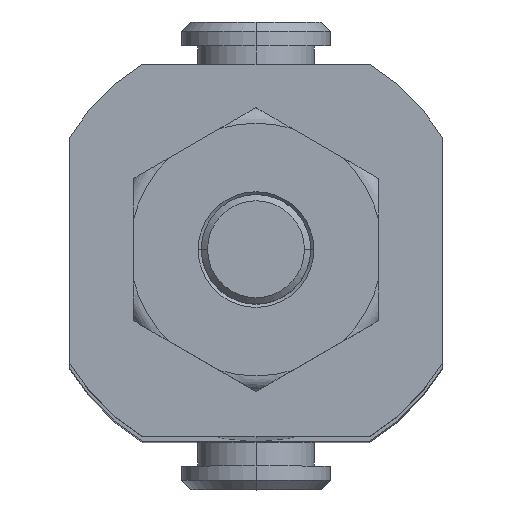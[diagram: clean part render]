
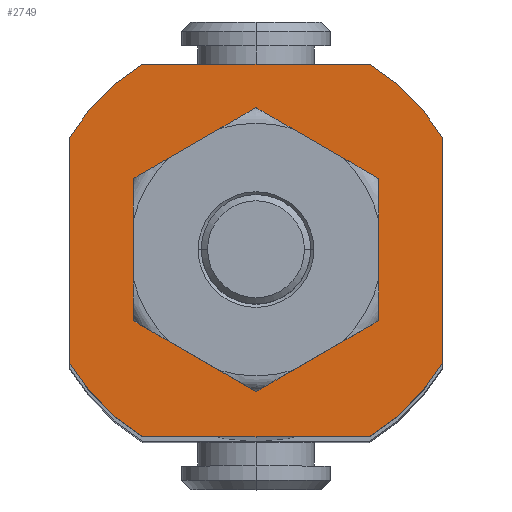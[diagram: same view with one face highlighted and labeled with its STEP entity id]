
A CAD part, top view. The second image highlights one B-rep face of the part: STEP entity #2749.
In plain terms, the highlighted planar face has unit normal (0, 0, 1).
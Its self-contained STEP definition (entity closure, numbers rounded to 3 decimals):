
#26 = CARTESIAN_POINT ( 'NONE',  ( 2., 0., 45.974 ) ) ;
#31 = DIRECTION ( 'NONE',  ( 1., 0., 0. ) ) ;
#32 = DIRECTION ( 'NONE',  ( 0., 0., 1. ) ) ;
#33 = CARTESIAN_POINT ( 'NONE',  ( 0., 0., 45.974 ) ) ;
#38 = CIRCLE ( 'NONE', #3498, 2. ) ;
#478 = CIRCLE ( 'NONE', #483, 6.985 ) ;
#482 = LINE ( 'NONE', #500, #484 ) ;
#483 = AXIS2_PLACEMENT_3D ( 'NONE', #534, #532, #531 ) ;
#484 = VECTOR ( 'NONE', #540, 1000. ) ;
#500 = CARTESIAN_POINT ( 'NONE',  ( -5.969, 3.628, 45.974 ) ) ;
#510 = DIRECTION ( 'NONE',  ( 1., 0., 0. ) ) ;
#511 = DIRECTION ( 'NONE',  ( 0., 0., 1. ) ) ;
#512 = CARTESIAN_POINT ( 'NONE',  ( 0., 0., 45.974 ) ) ;
#513 = AXIS2_PLACEMENT_3D ( 'NONE', #512, #511, #510 ) ;
#514 = CIRCLE ( 'NONE', #513, 6.985 ) ;
#518 = DIRECTION ( 'NONE',  ( 1., 0., 0. ) ) ;
#519 = DIRECTION ( 'NONE',  ( 0., 0., 1. ) ) ;
#520 = AXIS2_PLACEMENT_3D ( 'NONE', #533, #519, #518 ) ;
#523 = DIRECTION ( 'NONE',  ( -1., 0., 0. ) ) ;
#524 = VECTOR ( 'NONE', #523, 1000. ) ;
#525 = CARTESIAN_POINT ( 'NONE',  ( -3.628, 5.969, 45.974 ) ) ;
#526 = LINE ( 'NONE', #525, #524 ) ;
#530 = CIRCLE ( 'NONE', #520, 2. ) ;
#531 = DIRECTION ( 'NONE',  ( 1., 0., 0. ) ) ;
#532 = DIRECTION ( 'NONE',  ( 0., 0., 1. ) ) ;
#533 = CARTESIAN_POINT ( 'NONE',  ( 0., 0., 45.974 ) ) ;
#534 = CARTESIAN_POINT ( 'NONE',  ( 0., 0., 45.974 ) ) ;
#540 = DIRECTION ( 'NONE',  ( 0., -1., 0. ) ) ;
#600 = FACE_OUTER_BOUND ( 'NONE', #2742, .T. ) ;
#602 = PLANE ( 'NONE',  #661 ) ;
#604 = VECTOR ( 'NONE', #616, 1000. ) ;
#605 = LINE ( 'NONE', #610, #604 ) ;
#607 = CARTESIAN_POINT ( 'NONE',  ( -5.969, 3.628, 45.974 ) ) ;
#608 = DIRECTION ( 'NONE',  ( 1., 0., 0. ) ) ;
#609 = DIRECTION ( 'NONE',  ( 0., 0., 1. ) ) ;
#610 = CARTESIAN_POINT ( 'NONE',  ( 5.969, 3.628, 45.974 ) ) ;
#616 = DIRECTION ( 'NONE',  ( 0., 1., 0. ) ) ;
#617 = CARTESIAN_POINT ( 'NONE',  ( 0., 0., 45.974 ) ) ;
#623 = CIRCLE ( 'NONE', #628, 6.985 ) ;
#628 = AXIS2_PLACEMENT_3D ( 'NONE', #617, #609, #608 ) ;
#631 = CARTESIAN_POINT ( 'NONE',  ( -3.628, 5.969, 45.974 ) ) ;
#653 = DIRECTION ( 'NONE',  ( 0., 0., 1. ) ) ;
#654 = CARTESIAN_POINT ( 'NONE',  ( 0., 0., 45.974 ) ) ;
#657 = CARTESIAN_POINT ( 'NONE',  ( 3.628, -5.969, 45.974 ) ) ;
#660 = FACE_BOUND ( 'NONE', #2691, .T. ) ;
#661 = AXIS2_PLACEMENT_3D ( 'NONE', #654, #653, #3229 ) ;
#662 = CARTESIAN_POINT ( 'NONE',  ( 3.628, 5.969, 45.974 ) ) ;
#668 = CARTESIAN_POINT ( 'NONE',  ( -5.969, -3.628, 45.974 ) ) ;
#720 = CARTESIAN_POINT ( 'NONE',  ( 5.969, 3.628, 45.974 ) ) ;
#776 = CARTESIAN_POINT ( 'NONE',  ( -3.628, -5.969, 45.974 ) ) ;
#778 = DIRECTION ( 'NONE',  ( 1., 0., 0. ) ) ;
#779 = DIRECTION ( 'NONE',  ( 0., 0., 1. ) ) ;
#780 = CARTESIAN_POINT ( 'NONE',  ( 0., 0., 45.974 ) ) ;
#781 = AXIS2_PLACEMENT_3D ( 'NONE', #780, #779, #778 ) ;
#783 = CIRCLE ( 'NONE', #781, 6.985 ) ;
#836 = DIRECTION ( 'NONE',  ( 1., 0., 0. ) ) ;
#837 = VECTOR ( 'NONE', #836, 1000. ) ;
#838 = CARTESIAN_POINT ( 'NONE',  ( -3.628, -5.969, 45.974 ) ) ;
#839 = LINE ( 'NONE', #838, #837 ) ;
#846 = CARTESIAN_POINT ( 'NONE',  ( 5.969, -3.628, 45.974 ) ) ;
#2376 = VERTEX_POINT ( 'NONE', #3486 ) ;
#2411 = EDGE_CURVE ( 'NONE', #2376, #2420, #38, .T. ) ;
#2420 = VERTEX_POINT ( 'NONE', #26 ) ;
#2668 = VERTEX_POINT ( 'NONE', #668 ) ;
#2671 = ORIENTED_EDGE ( 'NONE', *, *, #2685, .F. ) ;
#2678 = EDGE_CURVE ( 'NONE', #2740, #2668, #482, .T. ) ;
#2681 = ORIENTED_EDGE ( 'NONE', *, *, #2739, .T. ) ;
#2682 = EDGE_CURVE ( 'NONE', #2801, #2746, #478, .T. ) ;
#2683 = ORIENTED_EDGE ( 'NONE', *, *, #2682, .T. ) ;
#2684 = EDGE_CURVE ( 'NONE', #2746, #2741, #526, .T. ) ;
#2685 = EDGE_CURVE ( 'NONE', #2420, #2376, #530, .T. ) ;
#2687 = EDGE_CURVE ( 'NONE', #2741, #2740, #514, .T. ) ;
#2689 = ORIENTED_EDGE ( 'NONE', *, *, #2687, .T. ) ;
#2690 = ORIENTED_EDGE ( 'NONE', *, *, #2678, .T. ) ;
#2691 = EDGE_LOOP ( 'NONE', ( #2692, #2671 ) ) ;
#2692 = ORIENTED_EDGE ( 'NONE', *, *, #2411, .F. ) ;
#2733 = ORIENTED_EDGE ( 'NONE', *, *, #2737, .T. ) ;
#2736 = ORIENTED_EDGE ( 'NONE', *, *, #2752, .T. ) ;
#2737 = EDGE_CURVE ( 'NONE', #2748, #2750, #623, .T. ) ;
#2738 = ORIENTED_EDGE ( 'NONE', *, *, #2684, .T. ) ;
#2739 = EDGE_CURVE ( 'NONE', #2750, #2801, #605, .T. ) ;
#2740 = VERTEX_POINT ( 'NONE', #607 ) ;
#2741 = VERTEX_POINT ( 'NONE', #631 ) ;
#2742 = EDGE_LOOP ( 'NONE', ( #2751, #2736, #2733, #2681, #2683, #2738, #2689, #2690 ) ) ;
#2746 = VERTEX_POINT ( 'NONE', #662 ) ;
#2748 = VERTEX_POINT ( 'NONE', #657 ) ;
#2749 = ADVANCED_FACE ( 'NONE', ( #600, #660 ), #602, .T. ) ;
#2750 = VERTEX_POINT ( 'NONE', #846 ) ;
#2751 = ORIENTED_EDGE ( 'NONE', *, *, #2800, .T. ) ;
#2752 = EDGE_CURVE ( 'NONE', #2802, #2748, #839, .T. ) ;
#2800 = EDGE_CURVE ( 'NONE', #2668, #2802, #783, .T. ) ;
#2801 = VERTEX_POINT ( 'NONE', #720 ) ;
#2802 = VERTEX_POINT ( 'NONE', #776 ) ;
#3229 = DIRECTION ( 'NONE',  ( 1., 0., 0. ) ) ;
#3486 = CARTESIAN_POINT ( 'NONE',  ( -2., 0., 45.974 ) ) ;
#3498 = AXIS2_PLACEMENT_3D ( 'NONE', #33, #32, #31 ) ;
